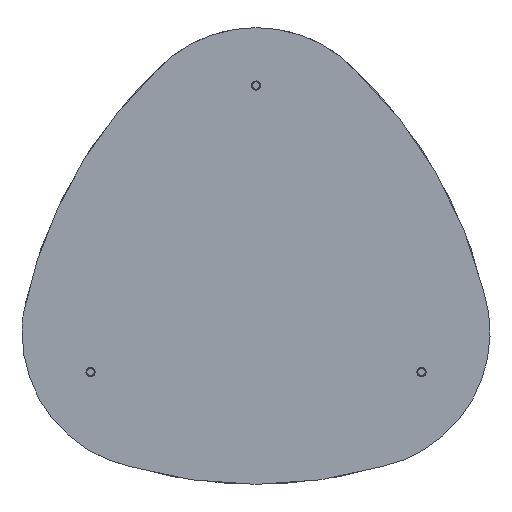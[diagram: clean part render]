
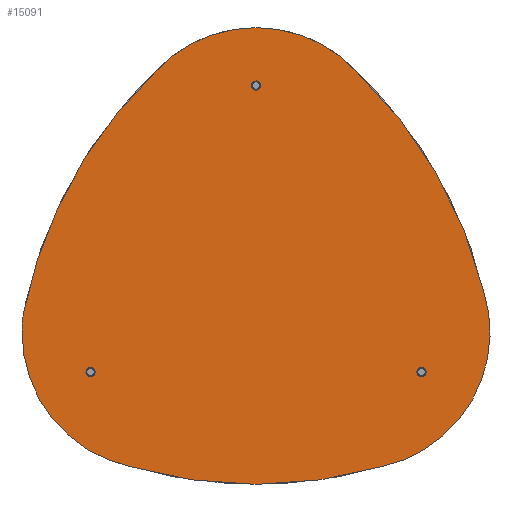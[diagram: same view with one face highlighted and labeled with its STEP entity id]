
A CAD part, front view. The second image highlights one B-rep face of the part: STEP entity #15091.
In plain terms, the highlighted face is planar.
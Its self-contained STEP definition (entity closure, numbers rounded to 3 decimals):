
#122 = CARTESIAN_POINT ( 'NONE',  ( 55.627, 31.25, 0. ) ) ;
#175 = DIRECTION ( 'NONE',  ( 1., 0., 0. ) ) ;
#293 = CARTESIAN_POINT ( 'NONE',  ( 35.265, 2.11, 0. ) ) ;
#374 = EDGE_CURVE ( 'NONE', #15343, #19241, #13797, .T. ) ;
#382 = DIRECTION ( 'NONE',  ( 1., 0., 0. ) ) ;
#504 = FACE_BOUND ( 'NONE', #6177, .T. ) ;
#721 = VERTEX_POINT ( 'NONE', #7836 ) ;
#736 = VERTEX_POINT ( 'NONE', #10844 ) ;
#767 = CIRCLE ( 'NONE', #7000, 1.5 ) ;
#808 = CIRCLE ( 'NONE', #2092, 44.941 ) ;
#954 = AXIS2_PLACEMENT_3D ( 'NONE', #5608, #7172, #1372 ) ;
#1105 = DIRECTION ( 'NONE',  ( 1., 0., 0. ) ) ;
#1372 = DIRECTION ( 'NONE',  ( 1., 0., 0. ) ) ;
#1430 = FACE_OUTER_BOUND ( 'NONE', #12532, .T. ) ;
#1576 = VERTEX_POINT ( 'NONE', #8690 ) ;
#1715 = PLANE ( 'NONE',  #2404 ) ;
#2092 = AXIS2_PLACEMENT_3D ( 'NONE', #11971, #9095, #175 ) ;
#2144 = EDGE_CURVE ( 'NONE', #19241, #15343, #8821, .T. ) ;
#2404 = AXIS2_PLACEMENT_3D ( 'NONE', #293, #9291, #12164 ) ;
#2708 = ORIENTED_EDGE ( 'NONE', *, *, #374, .T. ) ;
#2727 = CARTESIAN_POINT ( 'NONE',  ( -1.5, -62.5, 0. ) ) ;
#2825 = EDGE_CURVE ( 'NONE', #5792, #8287, #9038, .T. ) ;
#3011 = EDGE_LOOP ( 'NONE', ( #2708, #14978 ) ) ;
#3145 = ORIENTED_EDGE ( 'NONE', *, *, #14436, .F. ) ;
#3251 = AXIS2_PLACEMENT_3D ( 'NONE', #7735, #4742, #3289 ) ;
#3289 = DIRECTION ( 'NONE',  ( 1., 0., 0. ) ) ;
#3340 = CARTESIAN_POINT ( 'NONE',  ( -54.127, 31.25, 0. ) ) ;
#3509 = EDGE_CURVE ( 'NONE', #721, #11311, #5962, .T. ) ;
#3732 = ORIENTED_EDGE ( 'NONE', *, *, #7124, .F. ) ;
#4035 = CARTESIAN_POINT ( 'NONE',  ( 31.61, 18.25, 0. ) ) ;
#4038 = CARTESIAN_POINT ( 'NONE',  ( 0., -36.5, 0. ) ) ;
#4406 = CIRCLE ( 'NONE', #11808, 44.941 ) ;
#4516 = EDGE_CURVE ( 'NONE', #11595, #8300, #808, .T. ) ;
#4667 = DIRECTION ( 'NONE',  ( 1., 0., 0. ) ) ;
#4742 = DIRECTION ( 'NONE',  ( 0., 0., 1. ) ) ;
#4773 = CARTESIAN_POINT ( 'NONE',  ( 1.5, -62.5, 0. ) ) ;
#4810 = CIRCLE ( 'NONE', #13542, 149.405 ) ;
#4819 = ORIENTED_EDGE ( 'NONE', *, *, #10094, .F. ) ;
#4839 = DIRECTION ( 'NONE',  ( 1., 0., 0. ) ) ;
#5096 = CARTESIAN_POINT ( 'NONE',  ( -55.627, 31.25, 0. ) ) ;
#5608 = CARTESIAN_POINT ( 'NONE',  ( -54.127, 31.25, 0. ) ) ;
#5792 = VERTEX_POINT ( 'NONE', #4773 ) ;
#5962 = CIRCLE ( 'NONE', #954, 1.5 ) ;
#6022 = EDGE_CURVE ( 'NONE', #16995, #736, #8984, .T. ) ;
#6177 = EDGE_LOOP ( 'NONE', ( #11493, #17376 ) ) ;
#6202 = ORIENTED_EDGE ( 'NONE', *, *, #17023, .F. ) ;
#6386 = CIRCLE ( 'NONE', #3251, 149.405 ) ;
#6484 = CARTESIAN_POINT ( 'NONE',  ( 0., -62.5, 0. ) ) ;
#6536 = CIRCLE ( 'NONE', #10940, 1.5 ) ;
#7000 = AXIS2_PLACEMENT_3D ( 'NONE', #7535, #12173, #18059 ) ;
#7124 = EDGE_CURVE ( 'NONE', #1576, #13467, #6386, .T. ) ;
#7137 = EDGE_CURVE ( 'NONE', #8287, #5792, #767, .T. ) ;
#7172 = DIRECTION ( 'NONE',  ( 0., 0., 1. ) ) ;
#7239 = CARTESIAN_POINT ( 'NONE',  ( 54.127, 31.25, 0. ) ) ;
#7368 = CARTESIAN_POINT ( 'NONE',  ( 74.496, 4.817, 0. ) ) ;
#7535 = CARTESIAN_POINT ( 'NONE',  ( 0., -62.5, 0. ) ) ;
#7701 = DIRECTION ( 'NONE',  ( 0., 0., 1. ) ) ;
#7726 = DIRECTION ( 'NONE',  ( 1., 0., 0. ) ) ;
#7735 = CARTESIAN_POINT ( 'NONE',  ( -70.53, 40.721, 0. ) ) ;
#7836 = CARTESIAN_POINT ( 'NONE',  ( -52.627, 31.25, 0. ) ) ;
#8129 = EDGE_CURVE ( 'NONE', #8300, #16995, #14351, .T. ) ;
#8133 = CARTESIAN_POINT ( 'NONE',  ( 41.42, 62.107, 0. ) ) ;
#8259 = AXIS2_PLACEMENT_3D ( 'NONE', #14377, #14313, #8486 ) ;
#8287 = VERTEX_POINT ( 'NONE', #2727 ) ;
#8300 = VERTEX_POINT ( 'NONE', #16200 ) ;
#8339 = CARTESIAN_POINT ( 'NONE',  ( 70.53, 40.721, 0. ) ) ;
#8423 = DIRECTION ( 'NONE',  ( 1., 0., 0. ) ) ;
#8480 = DIRECTION ( 'NONE',  ( 0., 0., 1. ) ) ;
#8485 = DIRECTION ( 'NONE',  ( 0., 0., 1. ) ) ;
#8486 = DIRECTION ( 'NONE',  ( 1., 0., 0. ) ) ;
#8690 = CARTESIAN_POINT ( 'NONE',  ( 33.077, -66.924, 0. ) ) ;
#8732 = DIRECTION ( 'NONE',  ( 1., 0., 0. ) ) ;
#8787 = CARTESIAN_POINT ( 'NONE',  ( -41.42, 62.107, 0. ) ) ;
#8821 = CIRCLE ( 'NONE', #9306, 1.5 ) ;
#8890 = FACE_BOUND ( 'NONE', #3011, .T. ) ;
#8984 = CIRCLE ( 'NONE', #11491, 149.405 ) ;
#9038 = CIRCLE ( 'NONE', #16979, 1.5 ) ;
#9095 = DIRECTION ( 'NONE',  ( 0., 0., 1. ) ) ;
#9291 = DIRECTION ( 'NONE',  ( 0., 0., 1. ) ) ;
#9306 = AXIS2_PLACEMENT_3D ( 'NONE', #7239, #8485, #8732 ) ;
#9376 = CARTESIAN_POINT ( 'NONE',  ( -76.174, 12.444, 0. ) ) ;
#10034 = DIRECTION ( 'NONE',  ( 0., 0., 1. ) ) ;
#10094 = EDGE_CURVE ( 'NONE', #13467, #12127, #11248, .T. ) ;
#10835 = CARTESIAN_POINT ( 'NONE',  ( 54.127, 31.25, 0. ) ) ;
#10844 = CARTESIAN_POINT ( 'NONE',  ( -33.077, -66.924, 0. ) ) ;
#10940 = AXIS2_PLACEMENT_3D ( 'NONE', #3340, #16820, #4667 ) ;
#10953 = DIRECTION ( 'NONE',  ( 0., 0., 1. ) ) ;
#11029 = ORIENTED_EDGE ( 'NONE', *, *, #4516, .F. ) ;
#11235 = CARTESIAN_POINT ( 'NONE',  ( 52.627, 31.25, 0. ) ) ;
#11248 = CIRCLE ( 'NONE', #11544, 44.941 ) ;
#11311 = VERTEX_POINT ( 'NONE', #5096 ) ;
#11491 = AXIS2_PLACEMENT_3D ( 'NONE', #8339, #10034, #14492 ) ;
#11493 = ORIENTED_EDGE ( 'NONE', *, *, #2825, .T. ) ;
#11544 = AXIS2_PLACEMENT_3D ( 'NONE', #4035, #8480, #1105 ) ;
#11595 = VERTEX_POINT ( 'NONE', #8787 ) ;
#11808 = AXIS2_PLACEMENT_3D ( 'NONE', #4038, #12989, #8423 ) ;
#11971 = CARTESIAN_POINT ( 'NONE',  ( -31.61, 18.25, 0. ) ) ;
#12127 = VERTEX_POINT ( 'NONE', #8133 ) ;
#12164 = DIRECTION ( 'NONE',  ( 1., 0., 0. ) ) ;
#12173 = DIRECTION ( 'NONE',  ( 0., 0., 1. ) ) ;
#12532 = EDGE_LOOP ( 'NONE', ( #19001, #17116, #11029, #3145, #4819, #3732, #6202 ) ) ;
#12641 = FACE_BOUND ( 'NONE', #16534, .T. ) ;
#12989 = DIRECTION ( 'NONE',  ( 0., 0., 1. ) ) ;
#13467 = VERTEX_POINT ( 'NONE', #7368 ) ;
#13542 = AXIS2_PLACEMENT_3D ( 'NONE', #18409, #10953, #382 ) ;
#13797 = CIRCLE ( 'NONE', #15030, 1.5 ) ;
#14313 = DIRECTION ( 'NONE',  ( 0., 0., 1. ) ) ;
#14351 = CIRCLE ( 'NONE', #8259, 44.941 ) ;
#14377 = CARTESIAN_POINT ( 'NONE',  ( -31.61, 18.25, 0. ) ) ;
#14436 = EDGE_CURVE ( 'NONE', #12127, #11595, #4810, .T. ) ;
#14492 = DIRECTION ( 'NONE',  ( 1., 0., 0. ) ) ;
#14978 = ORIENTED_EDGE ( 'NONE', *, *, #2144, .T. ) ;
#15030 = AXIS2_PLACEMENT_3D ( 'NONE', #10835, #7701, #4839 ) ;
#15091 = ADVANCED_FACE ( 'NONE', ( #12641, #8890, #504, #1430 ), #1715, .F. ) ;
#15343 = VERTEX_POINT ( 'NONE', #122 ) ;
#16021 = EDGE_CURVE ( 'NONE', #11311, #721, #6536, .T. ) ;
#16024 = ORIENTED_EDGE ( 'NONE', *, *, #3509, .T. ) ;
#16200 = CARTESIAN_POINT ( 'NONE',  ( -76.551, 18.25, 0. ) ) ;
#16534 = EDGE_LOOP ( 'NONE', ( #16024, #19089 ) ) ;
#16820 = DIRECTION ( 'NONE',  ( 0., 0., 1. ) ) ;
#16979 = AXIS2_PLACEMENT_3D ( 'NONE', #6484, #18458, #7726 ) ;
#16995 = VERTEX_POINT ( 'NONE', #9376 ) ;
#17023 = EDGE_CURVE ( 'NONE', #736, #1576, #4406, .T. ) ;
#17116 = ORIENTED_EDGE ( 'NONE', *, *, #8129, .F. ) ;
#17376 = ORIENTED_EDGE ( 'NONE', *, *, #7137, .T. ) ;
#18059 = DIRECTION ( 'NONE',  ( 1., 0., 0. ) ) ;
#18409 = CARTESIAN_POINT ( 'NONE',  ( 0., -81.441, 0. ) ) ;
#18458 = DIRECTION ( 'NONE',  ( 0., 0., 1. ) ) ;
#19001 = ORIENTED_EDGE ( 'NONE', *, *, #6022, .F. ) ;
#19089 = ORIENTED_EDGE ( 'NONE', *, *, #16021, .T. ) ;
#19241 = VERTEX_POINT ( 'NONE', #11235 ) ;
